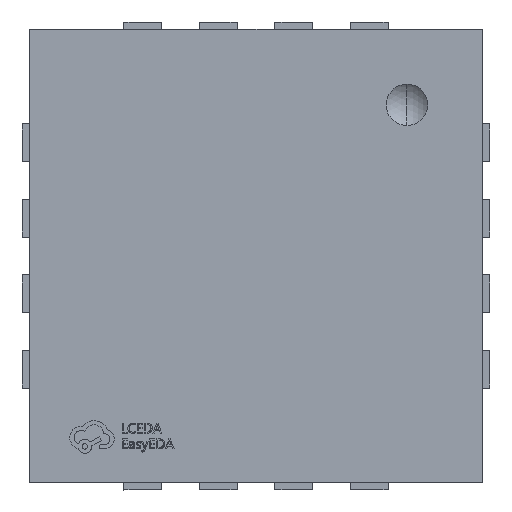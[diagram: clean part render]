
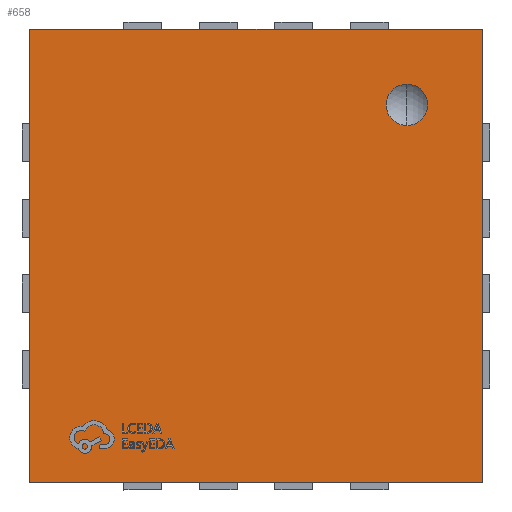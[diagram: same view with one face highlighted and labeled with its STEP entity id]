
A CAD part, top view. The second image highlights one B-rep face of the part: STEP entity #658.
In plain terms, the highlighted planar face has unit normal (0, 0, 1).
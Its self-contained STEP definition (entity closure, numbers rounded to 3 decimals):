
#327 = VERTEX_POINT ( 'NONE', #2238 ) ;
#425 = CARTESIAN_POINT ( 'NONE',  ( 1.5, 1.5, 0.8 ) ) ;
#455 = VERTEX_POINT ( 'NONE', #4501 ) ;
#658 = ADVANCED_FACE ( 'NONE', ( #10888, #5215 ), #4201, .T. ) ;
#859 = ORIENTED_EDGE ( 'NONE', *, *, #13986, .T. ) ;
#1048 = CARTESIAN_POINT ( 'NONE',  ( 0., 0., 0.8 ) ) ;
#1639 = LINE ( 'NONE', #4473, #10940 ) ;
#2214 = ORIENTED_EDGE ( 'NONE', *, *, #15311, .F. ) ;
#2238 = CARTESIAN_POINT ( 'NONE',  ( -1.5, 1.5, 0.8 ) ) ;
#2326 = DIRECTION ( 'NONE',  ( 0., 0., 1. ) ) ;
#2994 = CIRCLE ( 'NONE', #12090, 0.137 ) ;
#3194 = EDGE_LOOP ( 'NONE', ( #2214, #17069 ) ) ;
#3664 = CARTESIAN_POINT ( 'NONE',  ( 1., 1.137, 0.8 ) ) ;
#3684 = ORIENTED_EDGE ( 'NONE', *, *, #4115, .T. ) ;
#3812 = EDGE_LOOP ( 'NONE', ( #8138, #859, #5037, #3684 ) ) ;
#3909 = VERTEX_POINT ( 'NONE', #3664 ) ;
#4115 = EDGE_CURVE ( 'NONE', #327, #10990, #1639, .T. ) ;
#4201 = PLANE ( 'NONE',  #6892 ) ;
#4473 = CARTESIAN_POINT ( 'NONE',  ( -1.5, 1.5, 0.8 ) ) ;
#4501 = CARTESIAN_POINT ( 'NONE',  ( 1.5, 1.5, 0.8 ) ) ;
#4928 = CARTESIAN_POINT ( 'NONE',  ( 1., 1., 0.8 ) ) ;
#5037 = ORIENTED_EDGE ( 'NONE', *, *, #12381, .T. ) ;
#5215 = FACE_OUTER_BOUND ( 'NONE', #3812, .T. ) ;
#5236 = VERTEX_POINT ( 'NONE', #16070 ) ;
#6122 = VECTOR ( 'NONE', #11960, 1000. ) ;
#6182 = CARTESIAN_POINT ( 'NONE',  ( -1.5, -1.5, 0.8 ) ) ;
#6798 = CARTESIAN_POINT ( 'NONE',  ( 1., 1., 0.8 ) ) ;
#6892 = AXIS2_PLACEMENT_3D ( 'NONE', #1048, #16748, #8237 ) ;
#7202 = LINE ( 'NONE', #16895, #6122 ) ;
#7313 = LINE ( 'NONE', #14385, #14439 ) ;
#8138 = ORIENTED_EDGE ( 'NONE', *, *, #16209, .T. ) ;
#8237 = DIRECTION ( 'NONE',  ( 0., -1., 0. ) ) ;
#8957 = DIRECTION ( 'NONE',  ( 0., 0., 1. ) ) ;
#9595 = EDGE_CURVE ( 'NONE', #5236, #3909, #2994, .T. ) ;
#9895 = VECTOR ( 'NONE', #12845, 1000. ) ;
#10888 = FACE_BOUND ( 'NONE', #3194, .T. ) ;
#10940 = VECTOR ( 'NONE', #11420, 1000. ) ;
#10990 = VERTEX_POINT ( 'NONE', #6182 ) ;
#11420 = DIRECTION ( 'NONE',  ( 0., -1., 0. ) ) ;
#11631 = DIRECTION ( 'NONE',  ( 1., 0., 0. ) ) ;
#11902 = DIRECTION ( 'NONE',  ( 0., -1., 0. ) ) ;
#11960 = DIRECTION ( 'NONE',  ( 0., 1., 0. ) ) ;
#12077 = CARTESIAN_POINT ( 'NONE',  ( 1.5, -1.5, 0.8 ) ) ;
#12090 = AXIS2_PLACEMENT_3D ( 'NONE', #6798, #2326, #12391 ) ;
#12381 = EDGE_CURVE ( 'NONE', #455, #327, #17048, .T. ) ;
#12391 = DIRECTION ( 'NONE',  ( 0., -1., 0. ) ) ;
#12845 = DIRECTION ( 'NONE',  ( -1., 0., 0. ) ) ;
#13986 = EDGE_CURVE ( 'NONE', #15346, #455, #7202, .T. ) ;
#14378 = AXIS2_PLACEMENT_3D ( 'NONE', #4928, #8957, #11902 ) ;
#14385 = CARTESIAN_POINT ( 'NONE',  ( 1.5, -1.5, 0.8 ) ) ;
#14439 = VECTOR ( 'NONE', #11631, 1000. ) ;
#15311 = EDGE_CURVE ( 'NONE', #3909, #5236, #15532, .T. ) ;
#15346 = VERTEX_POINT ( 'NONE', #12077 ) ;
#15532 = CIRCLE ( 'NONE', #14378, 0.137 ) ;
#16070 = CARTESIAN_POINT ( 'NONE',  ( 1., 0.863, 0.8 ) ) ;
#16209 = EDGE_CURVE ( 'NONE', #10990, #15346, #7313, .T. ) ;
#16748 = DIRECTION ( 'NONE',  ( 0., 0., 1. ) ) ;
#16895 = CARTESIAN_POINT ( 'NONE',  ( 1.5, 1.5, 0.8 ) ) ;
#17048 = LINE ( 'NONE', #425, #9895 ) ;
#17069 = ORIENTED_EDGE ( 'NONE', *, *, #9595, .F. ) ;
